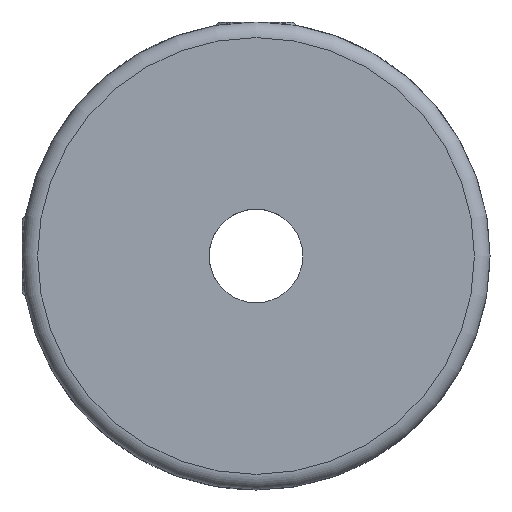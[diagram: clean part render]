
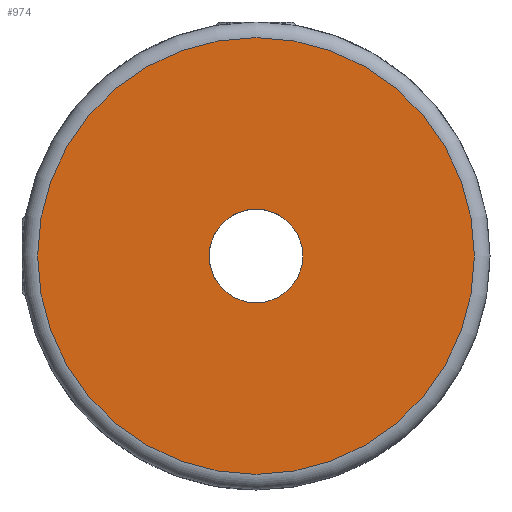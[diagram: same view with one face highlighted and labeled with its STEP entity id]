
A CAD part, left-side view. The second image highlights one B-rep face of the part: STEP entity #974.
In plain terms, the highlighted planar face has unit normal (-1, 0, 0).
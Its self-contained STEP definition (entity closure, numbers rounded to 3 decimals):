
#63=PLANE('',#1106);
#287=ORIENTED_EDGE('',*,*,#528,.T.);
#288=ORIENTED_EDGE('',*,*,#542,.F.);
#528=EDGE_CURVE('',#657,#657,#744,.T.);
#542=EDGE_CURVE('',#669,#669,#749,.T.);
#657=VERTEX_POINT('',#1551);
#669=VERTEX_POINT('',#1610);
#744=CIRCLE('',#1094,1.5);
#749=CIRCLE('',#1107,7.);
#780=EDGE_LOOP('',(#287));
#781=EDGE_LOOP('',(#288));
#872=FACE_BOUND('',#780,.T.);
#873=FACE_BOUND('',#781,.T.);
#974=ADVANCED_FACE('',(#872,#873),#63,.T.);
#1094=AXIS2_PLACEMENT_3D('',#1550,#1219,#1220);
#1106=AXIS2_PLACEMENT_3D('',#1608,#1243,#1244);
#1107=AXIS2_PLACEMENT_3D('',#1609,#1245,#1246);
#1219=DIRECTION('',(1.,0.,0.));
#1220=DIRECTION('',(0.,0.,-1.));
#1243=DIRECTION('',(-1.,0.,0.));
#1244=DIRECTION('',(0.,0.,1.));
#1245=DIRECTION('',(1.,0.,0.));
#1246=DIRECTION('',(0.,0.,-1.));
#1550=CARTESIAN_POINT('',(0.,0.,0.));
#1551=CARTESIAN_POINT('',(0.,0.,-1.5));
#1608=CARTESIAN_POINT('',(0.,7.,0.));
#1609=CARTESIAN_POINT('',(0.,0.,0.));
#1610=CARTESIAN_POINT('',(0.,0.,-7.));
